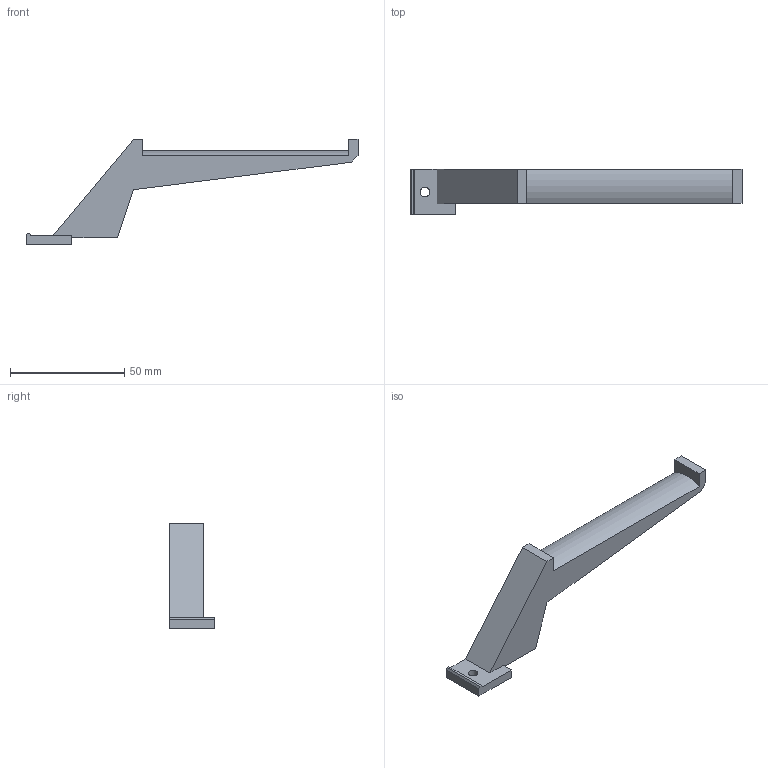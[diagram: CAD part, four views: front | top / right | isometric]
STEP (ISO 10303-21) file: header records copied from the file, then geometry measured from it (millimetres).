
FILE_DESCRIPTION(('FreeCAD Model'),'2;1');
FILE_NAME('addon-spool-holder.step', '2014-10-27T16:36:56',('FreeCAD'),('FreeCAD'), 'Open CASCADE STEP processor 6.5','FreeCAD','Unknown');
FILE_SCHEMA(('AUTOMOTIVE_DESIGN_CC2 { 1 2 10303 214 -1 1 5 4 }'));
Length unit declared in the file: millimetre
Products named in the file (1): addon-spool-holder
Bounding box: 145 x 20 x 46 mm (x, y, z)
Volume: 27511.2 mm3; surface area: 9011.4 mm2
Topology: 1 solids, 1 shells, 22 faces, 61 edges, 41 vertices
Faces by surface type: plane 20, cylinder 2
Full cylindrical faces by diameter (mm): 4.2 x1
Entity records: 1514 total; most frequent: CARTESIAN_POINT 277, DIRECTION 220, LINE 163, VECTOR 163, ORIENTED_EDGE 122, PCURVE 122, DEFINITIONAL_REPRESENTATION 122, EDGE_CURVE 61
